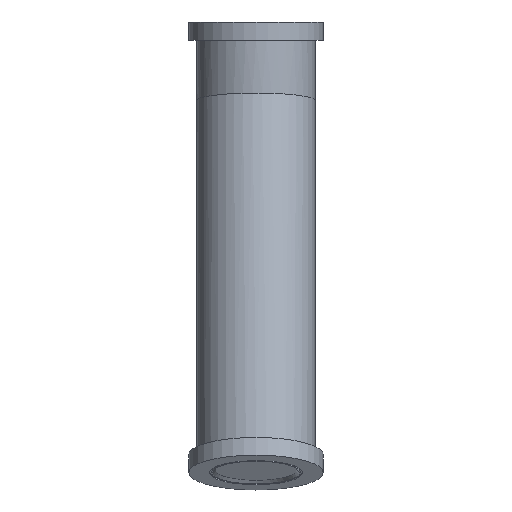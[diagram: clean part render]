
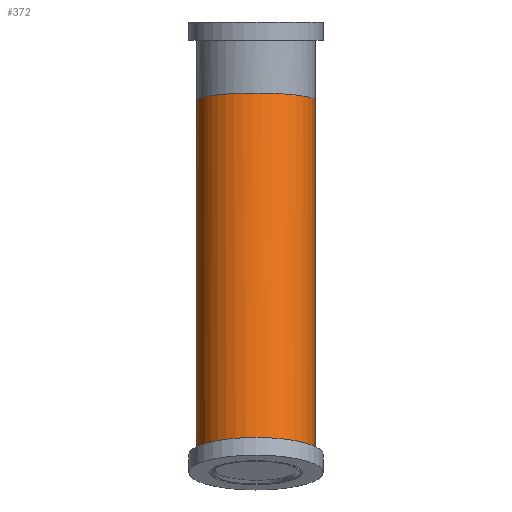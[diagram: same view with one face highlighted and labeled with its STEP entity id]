
A CAD part, front view. The second image highlights one B-rep face of the part: STEP entity #372.
In plain terms, the highlighted cylindrical face has radius 96.85 mm (diameter 193.7 mm), a partial arc.
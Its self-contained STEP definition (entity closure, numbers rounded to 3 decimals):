
#20 = DIRECTION ( 'NONE',  ( -1., 0., 0. ) ) ;
#155 = CARTESIAN_POINT ( 'NONE',  ( 96.85, 0., -128.739 ) ) ;
#185 = EDGE_CURVE ( 'Defeatured_0_17+Defeatured_0_3+Defeatured_0_3+Defeatured_0_3', #964, #812, #724, .T. ) ;
#188 = CARTESIAN_POINT ( 'NONE',  ( 96.85, -129.41, -611.702 ) ) ;
#211 =( BOUNDED_CURVE ( )  B_SPLINE_CURVE ( 3, ( #155, #882, #806, #1045 ),
 .UNSPECIFIED., .F., .T. ) 
 B_SPLINE_CURVE_WITH_KNOTS ( ( 4, 4 ),
 ( 4.712, 7.854 ),
 .UNSPECIFIED. ) 
 CURVE ( )  GEOMETRIC_REPRESENTATION_ITEM ( )  RATIONAL_B_SPLINE_CURVE ( ( 1., 0.333, 0.333, 1. ) ) 
 REPRESENTATION_ITEM ( '' )  );
#220 = LINE ( 'NONE', #188, #401 ) ;
#232 = CARTESIAN_POINT ( 'NONE',  ( 0., -154.965, -707.077 ) ) ;
#234 = VERTEX_POINT ( 'NONE', #639 ) ;
#249 = DIRECTION ( 'NONE',  ( 0., 0.259, 0.966 ) ) ;
#272 = CARTESIAN_POINT ( 'NONE',  ( -96.85, -129.41, -611.702 ) ) ;
#298 = CARTESIAN_POINT ( 'NONE',  ( 96.85, 0., -128.739 ) ) ;
#299 = ORIENTED_EDGE ( 'NONE', *, *, #555, .T. ) ;
#372 = ADVANCED_FACE ( 'Defeatured_0_17', ( #1002 ), #388, .T. ) ;
#388 = CYLINDRICAL_SURFACE ( 'NONE', #430, 96.85 ) ;
#401 = VECTOR ( 'NONE', #585, 1000. ) ;
#409 = EDGE_CURVE ( 'NONE', #234, #964, #918, .T. ) ;
#430 = AXIS2_PLACEMENT_3D ( 'NONE', #911, #760, #20 ) ;
#476 = AXIS2_PLACEMENT_3D ( 'NONE', #232, #249, #717 ) ;
#555 = EDGE_CURVE ( 'Defeatured_0_17+Defeatured_0_25+Defeatured_0_25+Defeatured_0_25', #909, #234, #211, .T. ) ;
#585 = DIRECTION ( 'NONE',  ( 0., -0.259, -0.966 ) ) ;
#596 = CARTESIAN_POINT ( 'NONE',  ( 96.85, -154.965, -707.077 ) ) ;
#639 = CARTESIAN_POINT ( 'NONE',  ( -96.85, 0., -128.739 ) ) ;
#699 = VECTOR ( 'NONE', #754, 1000. ) ;
#717 = DIRECTION ( 'NONE',  ( 1., 0., 0. ) ) ;
#724 = CIRCLE ( 'NONE', #476, 96.85 ) ;
#754 = DIRECTION ( 'NONE',  ( 0., -0.259, -0.966 ) ) ;
#760 = DIRECTION ( 'NONE',  ( 0., -0.259, -0.966 ) ) ;
#806 = CARTESIAN_POINT ( 'NONE',  ( -96.85, -193.7, -103.238 ) ) ;
#812 = VERTEX_POINT ( 'NONE', #596 ) ;
#814 = EDGE_CURVE ( 'NONE', #909, #812, #220, .T. ) ;
#856 = ORIENTED_EDGE ( 'NONE', *, *, #814, .F. ) ;
#870 = ORIENTED_EDGE ( 'NONE', *, *, #185, .T. ) ;
#882 = CARTESIAN_POINT ( 'NONE',  ( 96.85, -193.7, -103.238 ) ) ;
#909 = VERTEX_POINT ( 'NONE', #298 ) ;
#911 = CARTESIAN_POINT ( 'NONE',  ( 0., -129.41, -611.702 ) ) ;
#918 = LINE ( 'NONE', #272, #699 ) ;
#926 = ORIENTED_EDGE ( 'NONE', *, *, #409, .T. ) ;
#928 = EDGE_LOOP ( 'NONE', ( #856, #299, #926, #870 ) ) ;
#964 = VERTEX_POINT ( 'NONE', #1013 ) ;
#1002 = FACE_OUTER_BOUND ( 'NONE', #928, .T. ) ;
#1013 = CARTESIAN_POINT ( 'NONE',  ( -96.85, -154.965, -707.077 ) ) ;
#1045 = CARTESIAN_POINT ( 'NONE',  ( -96.85, 0., -128.739 ) ) ;
